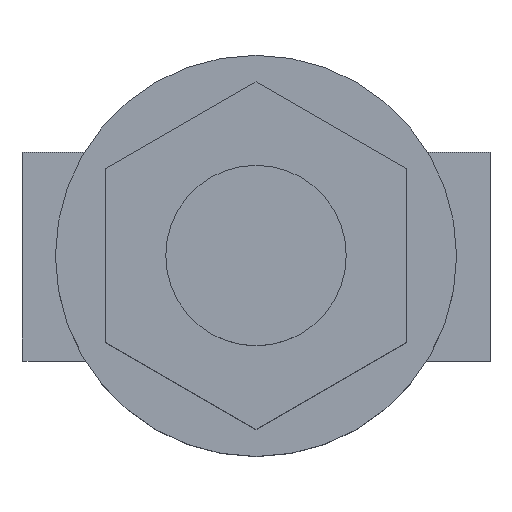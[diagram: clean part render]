
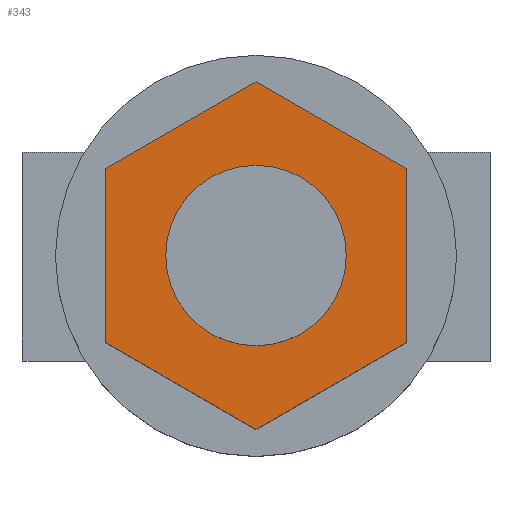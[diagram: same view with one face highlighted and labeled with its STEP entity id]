
A CAD part, top view. The second image highlights one B-rep face of the part: STEP entity #343.
In plain terms, the highlighted planar face has unit normal (0, 0, 1).
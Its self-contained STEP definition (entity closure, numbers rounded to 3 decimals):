
#20 = EDGE_CURVE ( 'NONE', #865, #847, #955, .T. ) ;
#22 = FACE_OUTER_BOUND ( 'NONE', #732, .T. ) ;
#26 = DIRECTION ( 'NONE',  ( -0.866, 0.5, 0. ) ) ;
#29 = EDGE_CURVE ( 'NONE', #259, #639, #663, .T. ) ;
#37 = ORIENTED_EDGE ( 'NONE', *, *, #389, .F. ) ;
#40 = DIRECTION ( 'NONE',  ( 0., -1., 0. ) ) ;
#76 = CARTESIAN_POINT ( 'NONE',  ( -5.4, 0., 48.569 ) ) ;
#95 = ORIENTED_EDGE ( 'NONE', *, *, #511, .F. ) ;
#101 = LINE ( 'NONE', #426, #938 ) ;
#108 = EDGE_CURVE ( 'NONE', #489, #718, #428, .T. ) ;
#129 = DIRECTION ( 'NONE',  ( -0.866, -0.5, 0. ) ) ;
#130 = CARTESIAN_POINT ( 'NONE',  ( -9., -5.196, 48.569 ) ) ;
#153 = VECTOR ( 'NONE', #202, 1000. ) ;
#157 = VECTOR ( 'NONE', #129, 1000. ) ;
#180 = DIRECTION ( 'NONE',  ( 0., 0., -1. ) ) ;
#185 = CARTESIAN_POINT ( 'NONE',  ( 9., -5.196, 48.569 ) ) ;
#188 = VECTOR ( 'NONE', #504, 1000. ) ;
#202 = DIRECTION ( 'NONE',  ( 0., 1., 0. ) ) ;
#235 = ORIENTED_EDGE ( 'NONE', *, *, #20, .F. ) ;
#239 = CARTESIAN_POINT ( 'NONE',  ( 0., 0., 48.569 ) ) ;
#245 = DIRECTION ( 'NONE',  ( 1., 0., 0. ) ) ;
#250 = PLANE ( 'NONE',  #826 ) ;
#257 = CIRCLE ( 'NONE', #803, 5.4 ) ;
#259 = VERTEX_POINT ( 'NONE', #599 ) ;
#260 = FACE_BOUND ( 'NONE', #440, .T. ) ;
#265 = CARTESIAN_POINT ( 'NONE',  ( 9., 5.196, 48.569 ) ) ;
#287 = CARTESIAN_POINT ( 'NONE',  ( 0., 10.392, 48.569 ) ) ;
#298 = VECTOR ( 'NONE', #783, 1000. ) ;
#301 = EDGE_CURVE ( 'NONE', #427, #406, #257, .T. ) ;
#309 = AXIS2_PLACEMENT_3D ( 'NONE', #849, #180, #560 ) ;
#320 = CARTESIAN_POINT ( 'NONE',  ( -9., 5.196, 48.569 ) ) ;
#341 = CARTESIAN_POINT ( 'NONE',  ( 9., -5.196, 48.569 ) ) ;
#343 = ADVANCED_FACE ( 'NONE', ( #260, #22 ), #250, .T. ) ;
#375 = VECTOR ( 'NONE', #889, 1000. ) ;
#389 = EDGE_CURVE ( 'NONE', #639, #865, #963, .T. ) ;
#406 = VERTEX_POINT ( 'NONE', #643 ) ;
#426 = CARTESIAN_POINT ( 'NONE',  ( 0., -10.392, 48.569 ) ) ;
#427 = VERTEX_POINT ( 'NONE', #76 ) ;
#428 = LINE ( 'NONE', #874, #153 ) ;
#440 = EDGE_LOOP ( 'NONE', ( #726, #840 ) ) ;
#441 = EDGE_CURVE ( 'NONE', #718, #259, #866, .T. ) ;
#489 = VERTEX_POINT ( 'NONE', #130 ) ;
#504 = DIRECTION ( 'NONE',  ( 0.866, -0.5, 0. ) ) ;
#511 = EDGE_CURVE ( 'NONE', #847, #489, #101, .T. ) ;
#560 = DIRECTION ( 'NONE',  ( 1., 0., 0. ) ) ;
#596 = ORIENTED_EDGE ( 'NONE', *, *, #441, .F. ) ;
#599 = CARTESIAN_POINT ( 'NONE',  ( 0., 10.392, 48.569 ) ) ;
#600 = CARTESIAN_POINT ( 'NONE',  ( -9., 5.196, 48.569 ) ) ;
#639 = VERTEX_POINT ( 'NONE', #816 ) ;
#643 = CARTESIAN_POINT ( 'NONE',  ( 5.4, 0., 48.569 ) ) ;
#654 = CARTESIAN_POINT ( 'NONE',  ( 0., -10.392, 48.569 ) ) ;
#663 = LINE ( 'NONE', #287, #188 ) ;
#718 = VERTEX_POINT ( 'NONE', #919 ) ;
#726 = ORIENTED_EDGE ( 'NONE', *, *, #301, .T. ) ;
#732 = EDGE_LOOP ( 'NONE', ( #95, #235, #37, #959, #596, #881 ) ) ;
#734 = CIRCLE ( 'NONE', #309, 5.4 ) ;
#783 = DIRECTION ( 'NONE',  ( 0.866, 0.5, 0. ) ) ;
#803 = AXIS2_PLACEMENT_3D ( 'NONE', #239, #933, #245 ) ;
#816 = CARTESIAN_POINT ( 'NONE',  ( 9., 5.196, 48.569 ) ) ;
#826 = AXIS2_PLACEMENT_3D ( 'NONE', #320, #848, #40 ) ;
#840 = ORIENTED_EDGE ( 'NONE', *, *, #957, .T. ) ;
#847 = VERTEX_POINT ( 'NONE', #654 ) ;
#848 = DIRECTION ( 'NONE',  ( 0., 0., 1. ) ) ;
#849 = CARTESIAN_POINT ( 'NONE',  ( 0., 0., 48.569 ) ) ;
#865 = VERTEX_POINT ( 'NONE', #185 ) ;
#866 = LINE ( 'NONE', #600, #298 ) ;
#874 = CARTESIAN_POINT ( 'NONE',  ( -9., -5.196, 48.569 ) ) ;
#881 = ORIENTED_EDGE ( 'NONE', *, *, #108, .F. ) ;
#889 = DIRECTION ( 'NONE',  ( 0., -1., 0. ) ) ;
#919 = CARTESIAN_POINT ( 'NONE',  ( -9., 5.196, 48.569 ) ) ;
#933 = DIRECTION ( 'NONE',  ( 0., 0., -1. ) ) ;
#938 = VECTOR ( 'NONE', #26, 1000. ) ;
#955 = LINE ( 'NONE', #341, #157 ) ;
#957 = EDGE_CURVE ( 'NONE', #406, #427, #734, .T. ) ;
#959 = ORIENTED_EDGE ( 'NONE', *, *, #29, .F. ) ;
#963 = LINE ( 'NONE', #265, #375 ) ;
